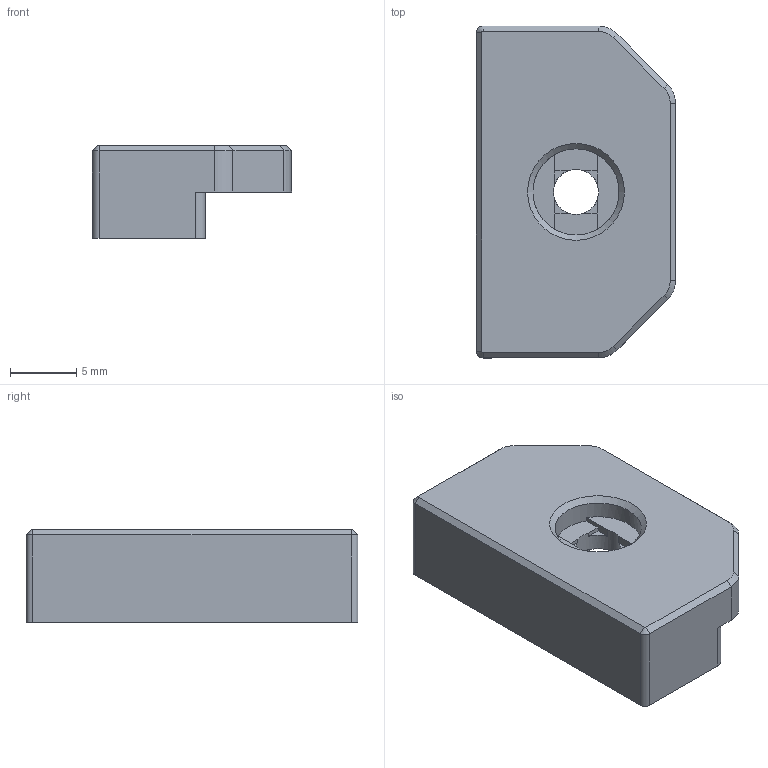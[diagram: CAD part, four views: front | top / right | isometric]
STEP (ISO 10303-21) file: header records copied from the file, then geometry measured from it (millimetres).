
FILE_DESCRIPTION(/* description */ (''),/* implementation_level */ '2;1');
FILE_NAME(/* name */ 'CenterPanelClip.step',/* time_stamp */ '2022-02-11T06:27:36-05:00',/* author */ (''),/* organization */ (''),/* preprocessor_version */ 'ST-DEVELOPER v18.1',/* originating_system */ 'Autodesk Translation Framework v10.13.0.1454',/* authorisation */ '');
FILE_SCHEMA (('AUTOMOTIVE_DESIGN { 1 0 10303 214 3 1 1 }'));
Length unit declared in the file: millimetre
Products named in the file (1): CenterPanelClip
Bounding box: 15 x 25 x 7 mm (x, y, z)
Volume: 1166.7 mm3; surface area: 1570.3 mm2
Topology: 1 solids, 1 shells, 67 faces, 184 edges, 119 vertices
Faces by surface type: plane 40, cylinder 17, cone 8, bspline 2
Full cylindrical faces by diameter (mm): 3.4 x1, 6.5 x1
Entity records: 2270 total; most frequent: CARTESIAN_POINT 494, ORIENTED_EDGE 368, DIRECTION 363, EDGE_CURVE 184, LINE 121, VECTOR 121, AXIS2_PLACEMENT_3D 121, VERTEX_POINT 119
